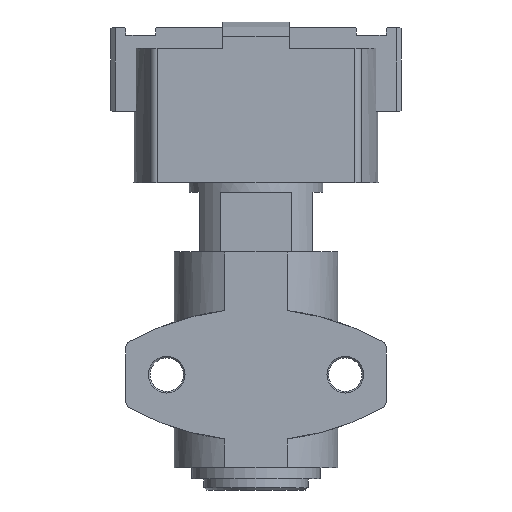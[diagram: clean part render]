
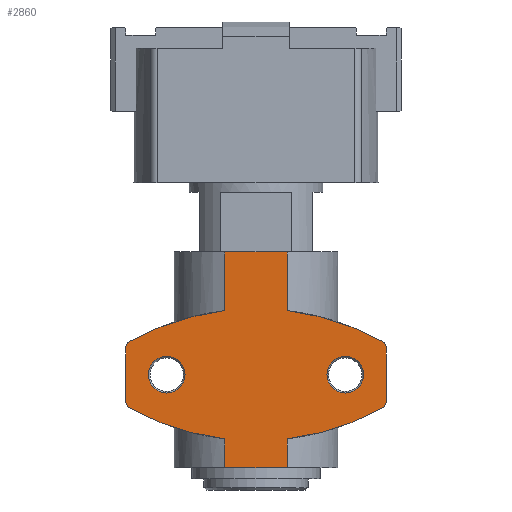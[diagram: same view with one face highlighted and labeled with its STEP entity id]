
A CAD part, front view. The second image highlights one B-rep face of the part: STEP entity #2860.
In plain terms, the highlighted face is planar.
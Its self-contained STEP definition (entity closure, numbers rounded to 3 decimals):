
#107=CIRCLE('',#3072,2.462);
#108=CIRCLE('',#3073,2.462);
#109=CIRCLE('',#3074,35.);
#110=CIRCLE('',#3075,1.);
#111=CIRCLE('',#3076,1.);
#112=CIRCLE('',#3077,35.);
#113=CIRCLE('',#3078,35.);
#114=CIRCLE('',#3079,1.);
#115=CIRCLE('',#3080,1.);
#116=CIRCLE('',#3081,35.);
#637=ORIENTED_EDGE('',*,*,#1107,.F.);
#638=ORIENTED_EDGE('',*,*,#1108,.F.);
#639=ORIENTED_EDGE('',*,*,#1098,.T.);
#640=ORIENTED_EDGE('',*,*,#1109,.F.);
#641=ORIENTED_EDGE('',*,*,#1110,.F.);
#642=ORIENTED_EDGE('',*,*,#1111,.F.);
#643=ORIENTED_EDGE('',*,*,#1112,.F.);
#644=ORIENTED_EDGE('',*,*,#1113,.F.);
#645=ORIENTED_EDGE('',*,*,#1096,.T.);
#646=ORIENTED_EDGE('',*,*,#1059,.T.);
#647=ORIENTED_EDGE('',*,*,#1091,.T.);
#648=ORIENTED_EDGE('',*,*,#1114,.F.);
#649=ORIENTED_EDGE('',*,*,#1115,.F.);
#650=ORIENTED_EDGE('',*,*,#1116,.F.);
#651=ORIENTED_EDGE('',*,*,#1117,.F.);
#652=ORIENTED_EDGE('',*,*,#1118,.F.);
#653=ORIENTED_EDGE('',*,*,#1094,.T.);
#654=ORIENTED_EDGE('',*,*,#1100,.T.);
#1059=EDGE_CURVE('',#1336,#1337,#1602,.T.);
#1091=EDGE_CURVE('',#1337,#1366,#1623,.F.);
#1094=EDGE_CURVE('',#1367,#1368,#1624,.F.);
#1096=EDGE_CURVE('',#1369,#1336,#1625,.T.);
#1098=EDGE_CURVE('',#1371,#1370,#1626,.T.);
#1100=EDGE_CURVE('',#1368,#1371,#1627,.T.);
#1107=EDGE_CURVE('',#1378,#1378,#107,.T.);
#1108=EDGE_CURVE('',#1379,#1379,#108,.T.);
#1109=EDGE_CURVE('',#1380,#1370,#109,.T.);
#1110=EDGE_CURVE('',#1381,#1380,#110,.T.);
#1111=EDGE_CURVE('',#1382,#1381,#1628,.T.);
#1112=EDGE_CURVE('',#1383,#1382,#111,.T.);
#1113=EDGE_CURVE('',#1369,#1383,#112,.T.);
#1114=EDGE_CURVE('',#1384,#1366,#113,.T.);
#1115=EDGE_CURVE('',#1385,#1384,#114,.T.);
#1116=EDGE_CURVE('',#1386,#1385,#1629,.T.);
#1117=EDGE_CURVE('',#1387,#1386,#115,.T.);
#1118=EDGE_CURVE('',#1367,#1387,#116,.T.);
#1336=VERTEX_POINT('',#4288);
#1337=VERTEX_POINT('',#4289);
#1366=VERTEX_POINT('',#4361);
#1367=VERTEX_POINT('',#4375);
#1368=VERTEX_POINT('',#4377);
#1369=VERTEX_POINT('',#4390);
#1370=VERTEX_POINT('',#4403);
#1371=VERTEX_POINT('',#4405);
#1378=VERTEX_POINT('',#4428);
#1379=VERTEX_POINT('',#4430);
#1380=VERTEX_POINT('',#4432);
#1381=VERTEX_POINT('',#4434);
#1382=VERTEX_POINT('',#4436);
#1383=VERTEX_POINT('',#4438);
#1384=VERTEX_POINT('',#4441);
#1385=VERTEX_POINT('',#4443);
#1386=VERTEX_POINT('',#4445);
#1387=VERTEX_POINT('',#4447);
#1602=LINE('',#4287,#1865);
#1623=LINE('',#4362,#1886);
#1624=LINE('',#4378,#1887);
#1625=LINE('',#4391,#1888);
#1626=LINE('',#4404,#1889);
#1627=LINE('',#4408,#1890);
#1628=LINE('',#4435,#1891);
#1629=LINE('',#4444,#1892);
#1865=VECTOR('',#3557,1000.);
#1886=VECTOR('',#3602,1000.);
#1887=VECTOR('',#3607,1000.);
#1888=VECTOR('',#3610,1000.);
#1889=VECTOR('',#3613,1000.);
#1890=VECTOR('',#3618,1000.);
#1891=VECTOR('',#3651,1000.);
#1892=VECTOR('',#3660,1000.);
#2061=EDGE_LOOP('',(#637));
#2062=EDGE_LOOP('',(#638));
#2063=EDGE_LOOP('',(#639,#640,#641,#642,#643,#644,#645,#646,#647,#648,#649,
#650,#651,#652,#653,#654));
#2232=FACE_BOUND('',#2061,.T.);
#2233=FACE_BOUND('',#2062,.T.);
#2234=FACE_BOUND('',#2063,.T.);
#2367=PLANE('',#3071);
#2860=ADVANCED_FACE('',(#2232,#2233,#2234),#2367,.T.);
#3071=AXIS2_PLACEMENT_3D('',#4426,#3641,#3642);
#3072=AXIS2_PLACEMENT_3D('',#4427,#3643,#3644);
#3073=AXIS2_PLACEMENT_3D('',#4429,#3645,#3646);
#3074=AXIS2_PLACEMENT_3D('',#4431,#3647,#3648);
#3075=AXIS2_PLACEMENT_3D('',#4433,#3649,#3650);
#3076=AXIS2_PLACEMENT_3D('',#4437,#3652,#3653);
#3077=AXIS2_PLACEMENT_3D('',#4439,#3654,#3655);
#3078=AXIS2_PLACEMENT_3D('',#4440,#3656,#3657);
#3079=AXIS2_PLACEMENT_3D('',#4442,#3658,#3659);
#3080=AXIS2_PLACEMENT_3D('',#4446,#3661,#3662);
#3081=AXIS2_PLACEMENT_3D('',#4448,#3663,#3664);
#3557=DIRECTION('',(-1.,0.,0.));
#3602=DIRECTION('',(0.,-1.,0.));
#3607=DIRECTION('',(0.,-1.,0.));
#3610=DIRECTION('',(0.,-1.,0.));
#3613=DIRECTION('',(0.,-1.,0.));
#3618=DIRECTION('',(1.,0.,0.));
#3641=DIRECTION('',(0.,0.,-1.));
#3642=DIRECTION('',(-1.,0.,0.));
#3643=DIRECTION('',(0.,0.,-1.));
#3644=DIRECTION('',(-1.,0.,0.));
#3645=DIRECTION('',(0.,0.,-1.));
#3646=DIRECTION('',(-1.,0.,0.));
#3647=DIRECTION('',(0.,0.,1.));
#3648=DIRECTION('',(1.,0.,0.));
#3649=DIRECTION('',(0.,0.,1.));
#3650=DIRECTION('',(1.,0.,0.));
#3651=DIRECTION('',(0.,1.,0.));
#3652=DIRECTION('',(0.,0.,1.));
#3653=DIRECTION('',(1.,0.,0.));
#3654=DIRECTION('',(0.,0.,1.));
#3655=DIRECTION('',(1.,0.,0.));
#3656=DIRECTION('',(0.,0.,1.));
#3657=DIRECTION('',(1.,0.,0.));
#3658=DIRECTION('',(0.,0.,1.));
#3659=DIRECTION('',(1.,0.,0.));
#3660=DIRECTION('',(0.,-1.,0.));
#3661=DIRECTION('',(0.,0.,1.));
#3662=DIRECTION('',(1.,0.,0.));
#3663=DIRECTION('',(0.,0.,1.));
#3664=DIRECTION('',(1.,0.,0.));
#4287=CARTESIAN_POINT('',(11.,0.,-10.175));
#4288=CARTESIAN_POINT('',(4.18,0.,-10.175));
#4289=CARTESIAN_POINT('',(-4.18,0.,-10.175));
#4361=CARTESIAN_POINT('',(-4.18,7.88,-10.175));
#4362=CARTESIAN_POINT('',(-4.18,0.,-10.175));
#4375=CARTESIAN_POINT('',(-4.18,25.12,-10.175));
#4377=CARTESIAN_POINT('',(-4.18,29.,-10.175));
#4378=CARTESIAN_POINT('',(-4.18,0.,-10.175));
#4390=CARTESIAN_POINT('',(4.18,7.88,-10.175));
#4391=CARTESIAN_POINT('',(4.18,0.,-10.175));
#4403=CARTESIAN_POINT('',(4.18,25.12,-10.175));
#4404=CARTESIAN_POINT('',(4.18,0.,-10.175));
#4405=CARTESIAN_POINT('',(4.18,29.,-10.175));
#4408=CARTESIAN_POINT('',(8.649,29.,-10.175));
#4426=CARTESIAN_POINT('',(22.,-31.,-10.175));
#4427=CARTESIAN_POINT('',(-12.,16.5,-10.175));
#4428=CARTESIAN_POINT('',(-14.462,16.5,-10.175));
#4429=CARTESIAN_POINT('',(12.,16.5,-10.175));
#4430=CARTESIAN_POINT('',(9.538,16.5,-10.175));
#4431=CARTESIAN_POINT('',(0.,-9.63,-10.175));
#4432=CARTESIAN_POINT('',(16.985,20.973,-10.175));
#4433=CARTESIAN_POINT('',(16.5,20.098,-10.175));
#4434=CARTESIAN_POINT('',(17.5,20.098,-10.175));
#4435=CARTESIAN_POINT('',(17.5,12.902,-10.175));
#4436=CARTESIAN_POINT('',(17.5,12.902,-10.175));
#4437=CARTESIAN_POINT('',(16.5,12.902,-10.175));
#4438=CARTESIAN_POINT('',(16.985,12.027,-10.175));
#4439=CARTESIAN_POINT('',(0.,42.63,-10.175));
#4440=CARTESIAN_POINT('',(0.,42.63,-10.175));
#4441=CARTESIAN_POINT('',(-16.985,12.027,-10.175));
#4442=CARTESIAN_POINT('',(-16.5,12.902,-10.175));
#4443=CARTESIAN_POINT('',(-17.5,12.902,-10.175));
#4444=CARTESIAN_POINT('',(-17.5,20.098,-10.175));
#4445=CARTESIAN_POINT('',(-17.5,20.098,-10.175));
#4446=CARTESIAN_POINT('',(-16.5,20.098,-10.175));
#4447=CARTESIAN_POINT('',(-16.985,20.973,-10.175));
#4448=CARTESIAN_POINT('',(0.,-9.63,-10.175));
